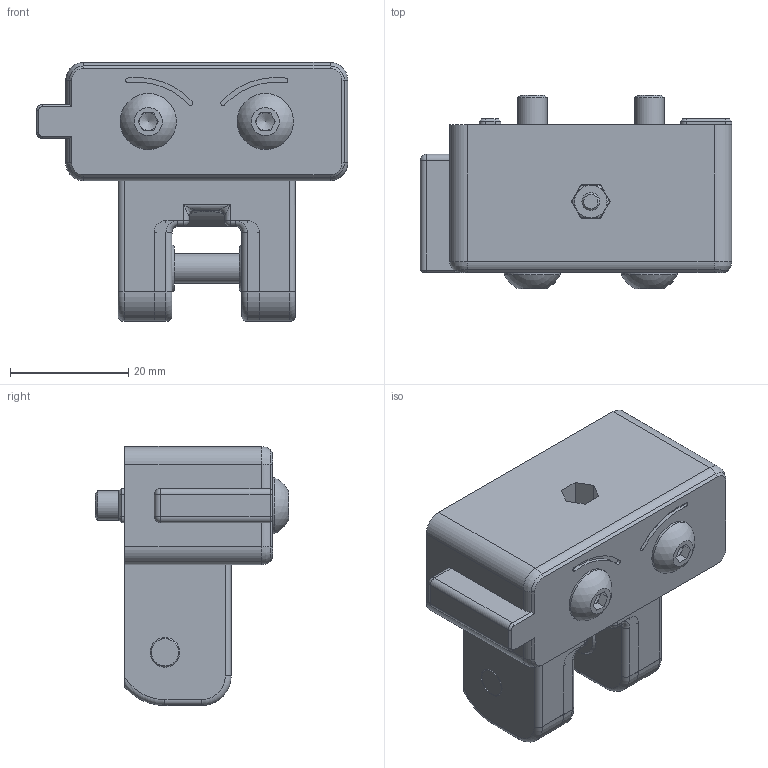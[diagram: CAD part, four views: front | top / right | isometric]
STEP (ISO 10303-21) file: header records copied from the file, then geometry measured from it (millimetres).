
FILE_DESCRIPTION(/* description */ (''),/* implementation_level */ '2;1');
FILE_NAME(/* name */ 'Z Idler_Pinned.step',/* time_stamp */ '2021-02-16T23:55:51-08:00',/* author */ (''),/* organization */ (''),/* preprocessor_version */ 'ST-DEVELOPER v18.1',/* originating_system */ 'Autodesk Translation Framework v9.7.1.1290',/* authorisation */ '');
FILE_SCHEMA (('AUTOMOTIVE_DESIGN { 1 0 10303 214 3 1 1 }'));
Length unit declared in the file: millimetre
Products named in the file (6): Z Idler; Z Tensioner 9mm; Z Tensioner 6mm; M5x30 BHCS (1); M3 Hexnut; M3x16 SHCS
Assembly tree (6 placements, depth 2):
  Z Idler
    Z Tensioner 9mm
    Z Tensioner 6mm
    M5x30 BHCS (1)  x2
    M3 Hexnut
    M3x16 SHCS
Bounding box: 52.7 x 32.75 x 43.83 mm (x, y, z)
Volume: 38564.4 mm3; surface area: 17431.4 mm2
Topology: 8 solids, 8 shells, 477 faces, 1139 edges, 656 vertices
Faces by surface type: cylinder 164, plane 164, torus 50, bspline 46, cone 41, sphere 12
Full cylindrical faces by diameter (mm): 3 x2, 3.2 x1, 3.4 x2, 5 x7, 5.4 x2, 5.5 x1, 6 x2, 9.5 x2
Entity records: 15003 total; most frequent: CARTESIAN_POINT 4446, DIRECTION 2261, ORIENTED_EDGE 2124, EDGE_CURVE 1062, AXIS2_PLACEMENT_3D 871, VERTEX_POINT 630, LINE 519, VECTOR 519
